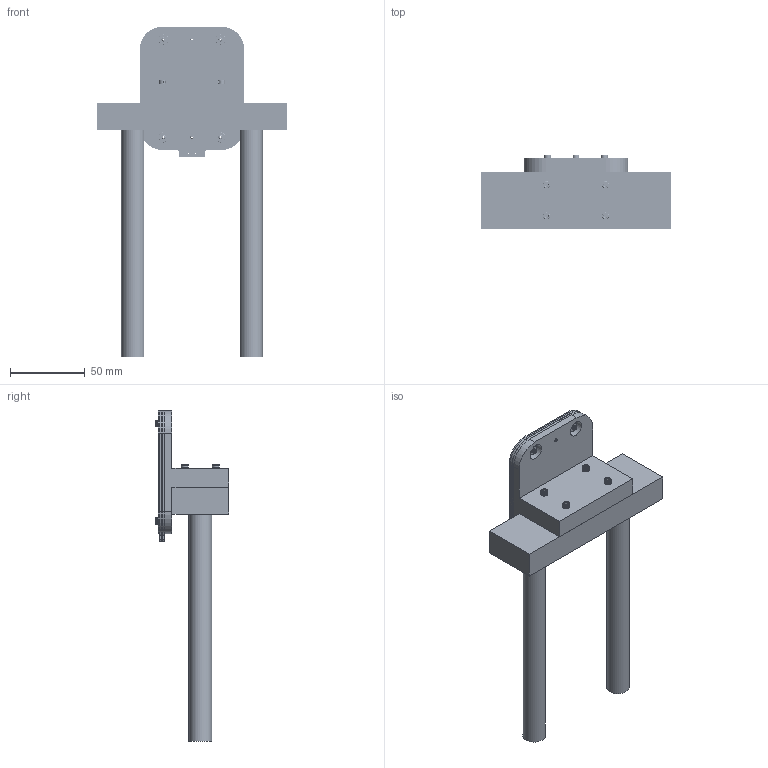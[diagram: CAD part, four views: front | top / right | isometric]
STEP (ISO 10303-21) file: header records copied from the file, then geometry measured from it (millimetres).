
FILE_DESCRIPTION(/* description */ (''),/* implementation_level */ '2;1');
FILE_NAME(/* name */ 'Cold Finger Full.step',/* time_stamp */ '2025-04-30T11:39:04-05:00',/* author */ (''),/* organization */ (''),/* preprocessor_version */ 'ST-DEVELOPER v20.1',/* originating_system */ 'Autodesk Translation Framework v14.4.0.0',/* authorisation */ '');
FILE_SCHEMA (('AUTOMOTIVE_DESIGN { 1 0 10303 214 3 1 1 }'));
Length unit declared in the file: inch
Products named in the file (8): Cold Finger Full; Cold Finger Design; Copper Temperature Stabilization Probe; Quartz Substrate; PCB Holder; 93235A107_Vented Socket Head Screw; 93235A114_Vented Socket Head Screw; 91240A005_Mil. Spec. 18-8 Stainless Steel Hex Nut
Assembly tree (18 placements, depth 2):
  Cold Finger Full
    Cold Finger Design
    Copper Temperature Stabilization Probe
    Quartz Substrate
    93235A107_Vented Socket Head Screw  x6
    PCB Holder
    93235A114_Vented Socket Head Screw  x4
    91240A005_Mil. Spec. 18-8 Stainless Steel Hex Nut  x4
Bounding box: 127 x 49.3 x 221.68 mm (x, y, z)
Volume: 222487.5 mm3; surface area: 84411.9 mm2
Topology: 22 solids, 22 shells, 3547 faces, 8706 edges, 5738 vertices
Faces by surface type: plane 1237, cone 1174, cylinder 1108, bspline 28
Full cylindrical faces by diameter (mm): 0.8 x2, 0.889 x10, 1 x4, 2.02 x186, 2.261 x6, 2.845 x190, 3.264 x12, 3.734 x4, 4.648 x10, 4.9 x2, 5 x4, 10.716 x4, 15.24 x2, 42.8 x2, 50.8 x1
Entity records: 34859 total; most frequent: CARTESIAN_POINT 11948, DIRECTION 4748, ORIENTED_EDGE 4642, EDGE_CURVE 2321, AXIS2_PLACEMENT_3D 1722, VERTEX_POINT 1533, LINE 1304, VECTOR 1304
